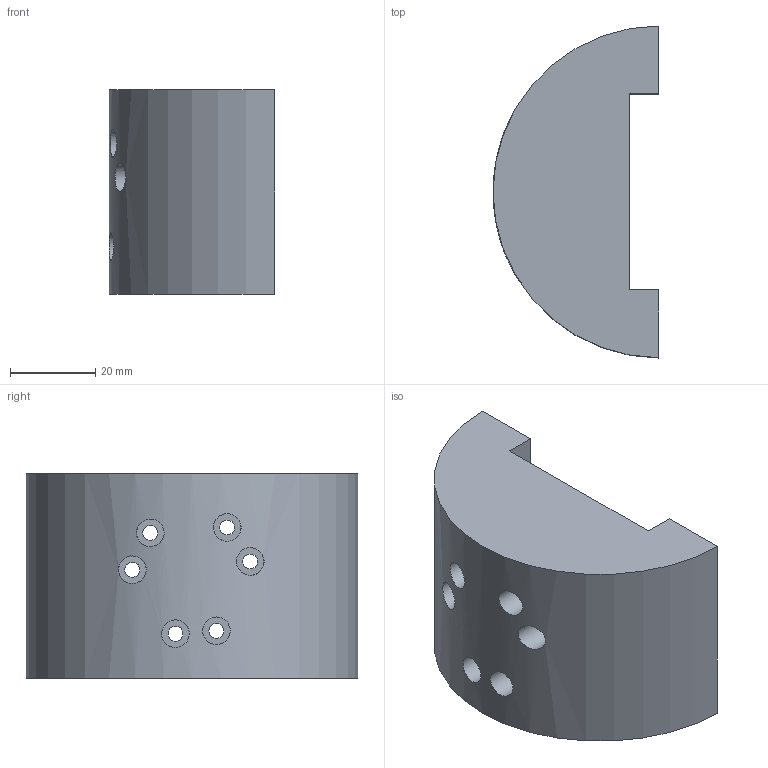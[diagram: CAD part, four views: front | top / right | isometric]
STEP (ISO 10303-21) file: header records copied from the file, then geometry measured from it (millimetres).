
FILE_DESCRIPTION(/* description */ (''),/* implementation_level */ '2;1');
FILE_NAME(/* name */ 'MINI45NewShell89_A.stp',/* time_stamp */ '2024-04-02T10:11:55-04:00',/* author */ ('lionel'),/* organization */ (''),/* preprocessor_version */ 'ST-DEVELOPER v19',/* originating_system */ 'Autodesk Inventor 2023',/* authorisation */ '');
FILE_SCHEMA (('AUTOMOTIVE_DESIGN { 1 0 10303 214 3 1 1 }'));
Length unit declared in the file: millimetre
Products named in the file (1): MINI45NewShell89_A
Bounding box: 38.96 x 77.93 x 48 mm (x, y, z)
Volume: 93631.8 mm3; surface area: 17900.1 mm2
Topology: 1 solids, 1 shells, 184 faces, 489 edges, 328 vertices
Faces by surface type: plane 108, bspline 63, cylinder 13
Full cylindrical faces by diameter (mm): 3.5 x6, 6.5 x6
Entity records: 6246 total; most frequent: CARTESIAN_POINT 2025, ORIENTED_EDGE 978, DIRECTION 615, EDGE_CURVE 489, LINE 331, VECTOR 331, VERTEX_POINT 328, EDGE_LOOP 217
